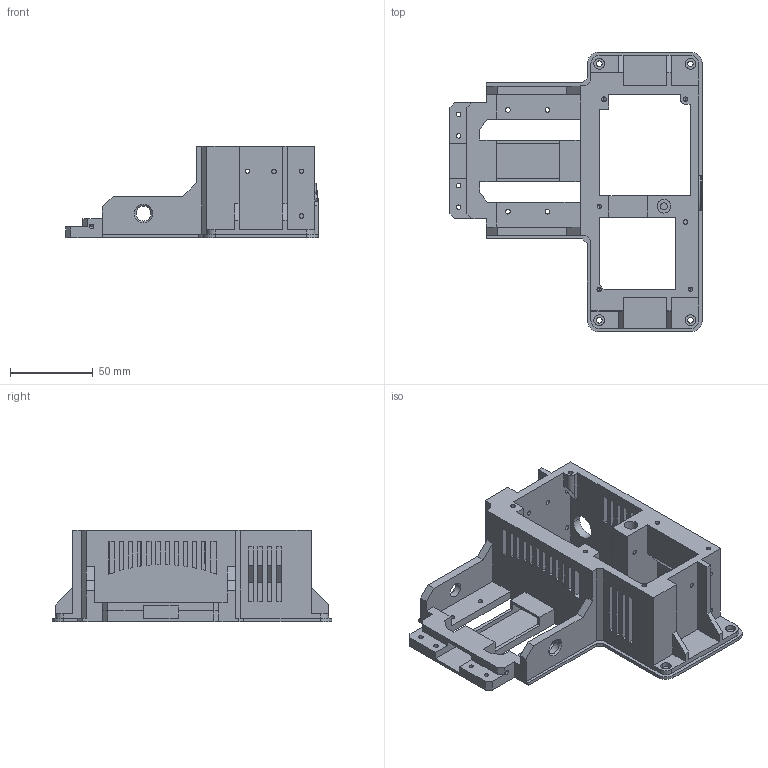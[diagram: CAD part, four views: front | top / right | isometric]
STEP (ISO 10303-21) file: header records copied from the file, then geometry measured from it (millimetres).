
FILE_DESCRIPTION (( 'STEP AP203' ), '1' );
FILE_NAME ('motor housing LEFT-Body.STEP', '2018-03-09T05:34:45', ( '' ), ( '' ), 'SwSTEP 2.0', 'SolidWorks 2017', '' );
FILE_SCHEMA (( 'CONFIG_CONTROL_DESIGN' ));
Length unit declared in the file: millimetre
Products named in the file (1): motor housing LEFT-Body
Bounding box: 152 x 168.63 x 55 mm (x, y, z)
Volume: 226313.7 mm3; surface area: 93249.1 mm2
Topology: 1 solids, 1 shells, 384 faces, 1096 edges, 716 vertices
Faces by surface type: plane 234, cylinder 108, bspline 24, cone 18
Entity records: 16659 total; most frequent: CARTESIAN_POINT 6520, ORIENTED_EDGE 2164, DIRECTION 1926, EDGE_CURVE 1082, LINE 770, VECTOR 770, VERTEX_POINT 716, AXIS2_PLACEMENT_3D 578
